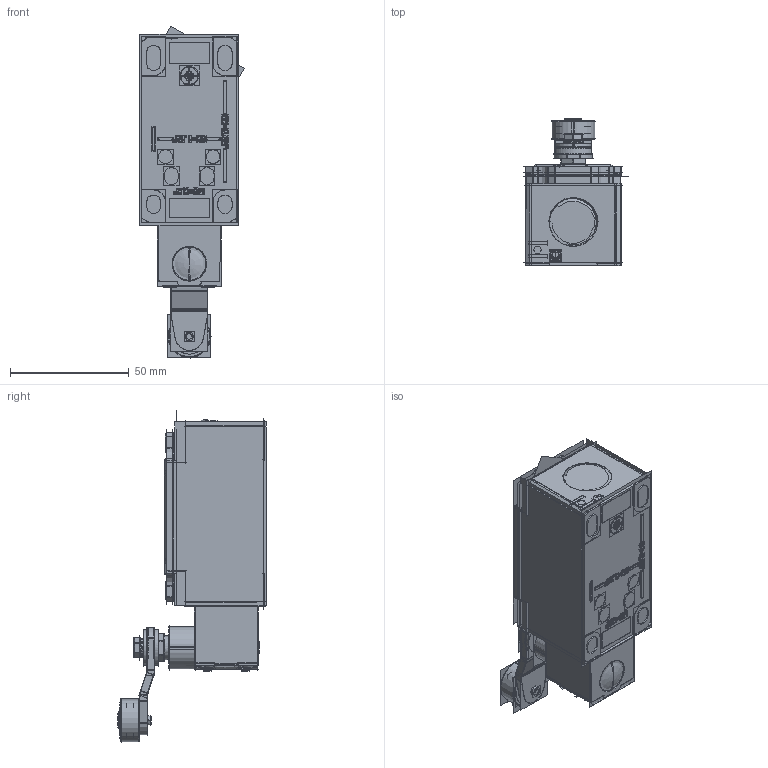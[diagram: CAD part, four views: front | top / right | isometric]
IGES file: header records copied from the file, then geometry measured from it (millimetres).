
Start section:  PTC IGES file: 212889.igs
Global section: file name: 212889.igs; native system: Creo Parametric by PTC Inc.; preprocessor: 2018300; author: pdmadmin; organization: Unknown; date: 20190930.135439; units: millimetre
Bounding box: 43.87 x 62.22 x 139.53 mm (x, y, z)
Volume: 123460.6 mm3; surface area: 480810.4 mm2
Topology: 2 solids, 4 shells, 4660 faces, 30835 edges, 43427 vertices
Faces by surface type: bspline 2798, revolution 1226, extrusion 636
